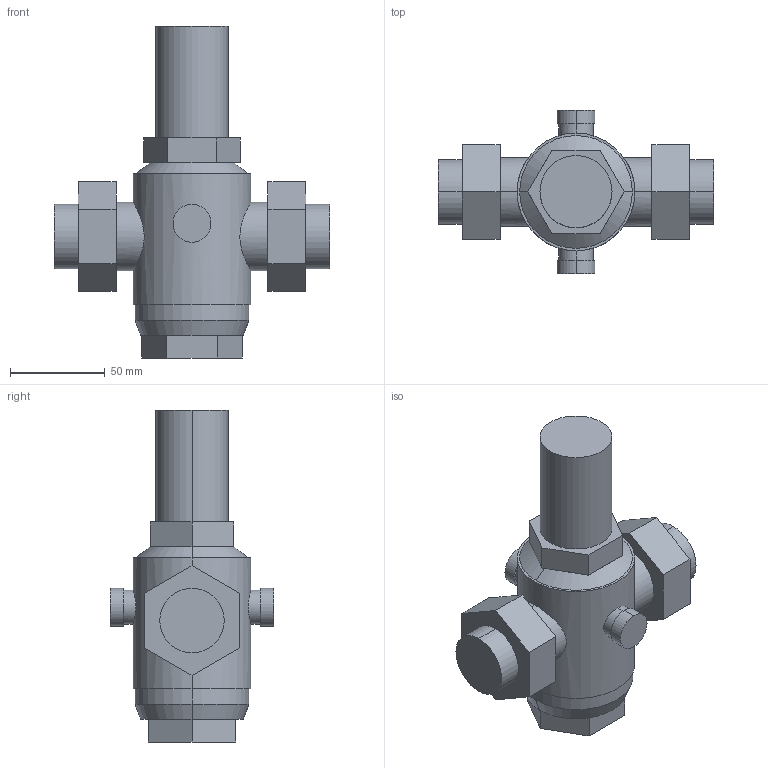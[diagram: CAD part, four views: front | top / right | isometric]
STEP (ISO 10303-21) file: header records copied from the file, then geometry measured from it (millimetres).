
FILE_DESCRIPTION(('no description'),'unknown implementation level');
FILE_NAME('Honeywell_D06F-1A_3D.stp',' ',('pit-cup GmbH'),('ccLab - KiM Gmbh - www.kimweb.de'),'unknown preprocess','ACIS','unknown authorization');
FILE_SCHEMA(('automotive_design'));
Length unit declared in the file: millimetre
Products named in the file (1): 1
Bounding box: 145 x 86 x 175 mm (x, y, z)
Volume: 512282.8 mm3; surface area: 52074.7 mm2
Topology: 1 solids, 1 shells, 72 faces, 173 edges, 115 vertices
Faces by surface type: plane 46, cylinder 22, cone 4
Entity records: 4566 total; most frequent: CARTESIAN_POINT 825, STYLED_ITEM 361, PRESENTATION_STYLE_ASSIGNMENT 361, COLOUR_RGB 361, DIRECTION 350, ORIENTED_EDGE 346, EDGE_CURVE 173, CURVE_STYLE 173
